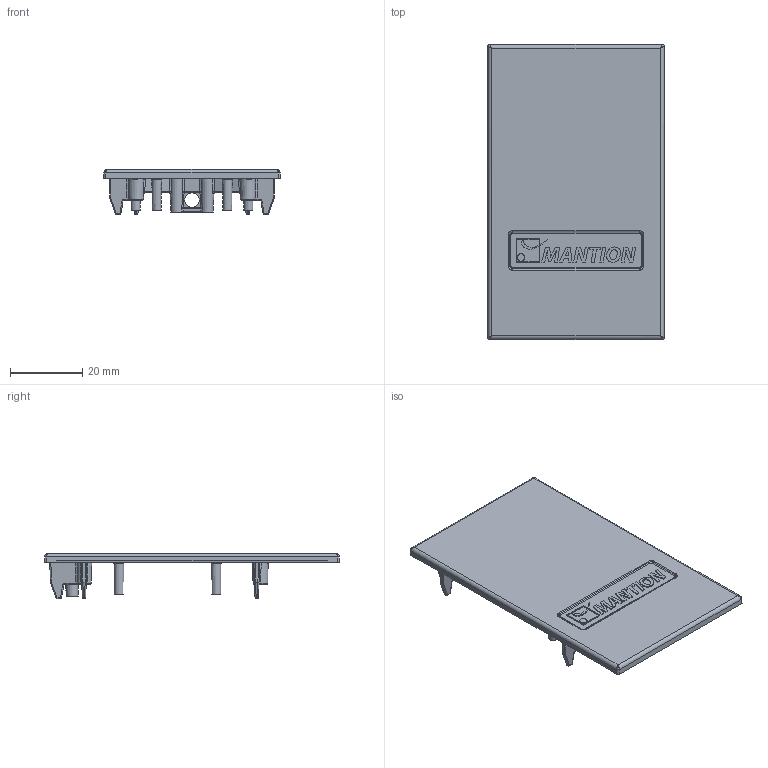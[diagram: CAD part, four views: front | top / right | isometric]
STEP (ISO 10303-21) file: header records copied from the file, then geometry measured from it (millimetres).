
FILE_DESCRIPTION(/* description */ (''),/* implementation_level */ '2;1');
FILE_NAME(/* name */ '13045.stp',/* time_stamp */ '2022-01-27T13:49:35+01:00',/* author */ ('SIMMETF'),/* organization */ ('SIOBRA'),/* preprocessor_version */ 'ST-DEVELOPER v18.1',/* originating_system */ 'Autodesk Inventor 2021',/* authorisation */ '');
FILE_SCHEMA (('AUTOMOTIVE_DESIGN { 1 0 10303 214 3 1 1 }'));
Products named in the file (1): 13045
Bounding box: 49 x 82 x 12.5 mm (x, y, z)
Volume: 8874.7 mm3; surface area: 10631.8 mm2
Topology: 1 solids, 1 shells, 2678 faces, 6756 edges, 4224 vertices
Faces by surface type: plane 1675, bspline 434, cylinder 334, torus 128, sphere 94, cone 13
Full cylindrical faces by diameter (mm): 2.04 x1, 2.978 x2, 3.474 x4, 3.97 x5
Entity records: 214635 total; most frequent: CARTESIAN_POINT 152447, ORIENTED_EDGE 13486, DIRECTION 11906, EDGE_CURVE 6743, LINE 4880, VECTOR 4880, VERTEX_POINT 4224, AXIS2_PLACEMENT_3D 3513
